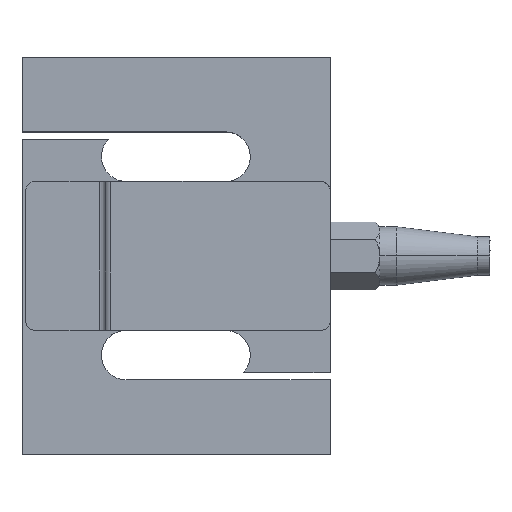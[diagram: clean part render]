
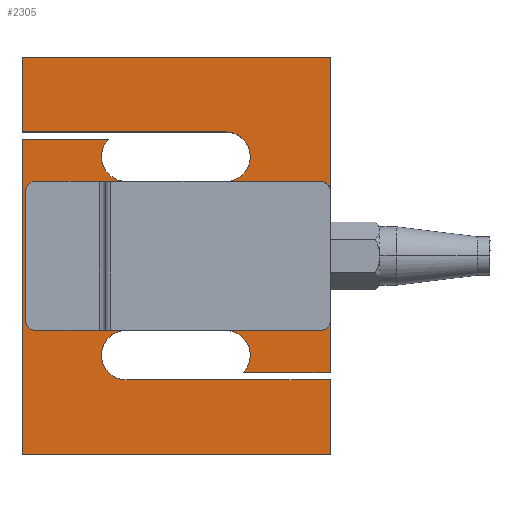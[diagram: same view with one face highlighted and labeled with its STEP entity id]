
A CAD part, top view. The second image highlights one B-rep face of the part: STEP entity #2305.
In plain terms, the highlighted free-form (B-spline) face has degree [1, 1] with [2, 2] control points.
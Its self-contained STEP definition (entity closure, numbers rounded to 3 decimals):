
#1730 = VERTEX_POINT('',#1731);
#1731 = CARTESIAN_POINT('',(28.716,110.063,
    9.369));
#1747 = VERTEX_POINT('',#1748);
#1748 = CARTESIAN_POINT('',(23.511,104.857,
    9.369));
#1753 = EDGE_CURVE('',#1747,#1730,#1754,.T.);
#1754 = ( BOUNDED_CURVE() B_SPLINE_CURVE(2,(#1755,#1756,#1757),
.UNSPECIFIED.,.F.,.F.) B_SPLINE_CURVE_WITH_KNOTS((3,3),(0.,
1.571),.PIECEWISE_BEZIER_KNOTS.) CURVE() 
GEOMETRIC_REPRESENTATION_ITEM() RATIONAL_B_SPLINE_CURVE((1.,
0.707,1.)) REPRESENTATION_ITEM('') );
#1755 = CARTESIAN_POINT('',(23.511,104.857,
    9.369));
#1756 = CARTESIAN_POINT('',(23.511,110.063,
    9.369));
#1757 = CARTESIAN_POINT('',(28.716,110.063,
    9.369));
#1770 = VERTEX_POINT('',#1771);
#1771 = CARTESIAN_POINT('',(24.999,150.142,
    9.369));
#1787 = VERTEX_POINT('',#1788);
#1788 = CARTESIAN_POINT('',(23.511,146.498,
    9.369));
#1793 = EDGE_CURVE('',#1787,#1770,#1794,.T.);
#1794 = ( BOUNDED_CURVE() B_SPLINE_CURVE(2,(#1795,#1796,#1797),
.UNSPECIFIED.,.F.,.F.) B_SPLINE_CURVE_WITH_KNOTS((3,3),(0.,
0.775),.PIECEWISE_BEZIER_KNOTS.) CURVE() 
GEOMETRIC_REPRESENTATION_ITEM() RATIONAL_B_SPLINE_CURVE((1.,
0.926,1.)) REPRESENTATION_ITEM('') );
#1795 = CARTESIAN_POINT('',(23.511,146.498,
    9.369));
#1796 = CARTESIAN_POINT('',(23.511,148.624,
    9.369));
#1797 = CARTESIAN_POINT('',(24.999,150.142,
    9.369));
#1819 = VERTEX_POINT('',#1820);
#1820 = CARTESIAN_POINT('',(6.854,151.703,
    9.369));
#1825 = EDGE_CURVE('',#1826,#1819,#1828,.T.);
#1826 = VERTEX_POINT('',#1827);
#1827 = CARTESIAN_POINT('',(6.854,167.319,
    9.369));
#1828 = B_SPLINE_CURVE_WITH_KNOTS('',1,(#1829,#1830),.UNSPECIFIED.,.F.,
  .F.,(2,2),(-15.,-0.),.PIECEWISE_BEZIER_KNOTS.);
#1829 = CARTESIAN_POINT('',(6.854,167.319,
    9.369));
#1830 = CARTESIAN_POINT('',(6.854,151.703,
    9.369));
#1864 = VERTEX_POINT('',#1865);
#1865 = CARTESIAN_POINT('',(49.536,151.703,
    9.369));
#1870 = EDGE_CURVE('',#1819,#1864,#1871,.T.);
#1871 = B_SPLINE_CURVE_WITH_KNOTS('',1,(#1872,#1873),.UNSPECIFIED.,.F.,
  .F.,(2,2),(0.,41.),.PIECEWISE_BEZIER_KNOTS.);
#1872 = CARTESIAN_POINT('',(6.854,151.703,
    9.369));
#1873 = CARTESIAN_POINT('',(49.536,151.703,
    9.369));
#1885 = EDGE_CURVE('',#1864,#1886,#1888,.T.);
#1886 = VERTEX_POINT('',#1887);
#1887 = CARTESIAN_POINT('',(49.536,141.293,
    9.369));
#1888 = ( BOUNDED_CURVE() B_SPLINE_CURVE(2,(#1889,#1890,#1891,#1892,
#1893),.UNSPECIFIED.,.F.,.F.) B_SPLINE_CURVE_WITH_KNOTS((3,2,3),(
    4.712,6.283,7.854),
.PIECEWISE_BEZIER_KNOTS.) CURVE() GEOMETRIC_REPRESENTATION_ITEM() 
RATIONAL_B_SPLINE_CURVE((1.,0.707,1.,0.707,1.)) 
REPRESENTATION_ITEM('') );
#1889 = CARTESIAN_POINT('',(49.536,151.703,
    9.369));
#1890 = CARTESIAN_POINT('',(54.741,151.703,
    9.369));
#1891 = CARTESIAN_POINT('',(54.741,146.498,
    9.369));
#1892 = CARTESIAN_POINT('',(54.741,141.293,
    9.369));
#1893 = CARTESIAN_POINT('',(49.536,141.293,
    9.369));
#1932 = VERTEX_POINT('',#1933);
#1933 = CARTESIAN_POINT('',(28.716,141.293,
    9.369));
#1938 = EDGE_CURVE('',#1886,#1932,#1939,.T.);
#1939 = B_SPLINE_CURVE_WITH_KNOTS('',1,(#1940,#1941),.UNSPECIFIED.,.F.,
  .F.,(2,2),(-20.,-0.),.PIECEWISE_BEZIER_KNOTS.);
#1940 = CARTESIAN_POINT('',(49.536,141.293,
    9.369));
#1941 = CARTESIAN_POINT('',(28.716,141.293,
    9.369));
#1959 = EDGE_CURVE('',#1932,#1787,#1960,.T.);
#1960 = ( BOUNDED_CURVE() B_SPLINE_CURVE(2,(#1961,#1962,#1963),
.UNSPECIFIED.,.F.,.F.) B_SPLINE_CURVE_WITH_KNOTS((3,3),(4.712,
6.283),.PIECEWISE_BEZIER_KNOTS.) CURVE() 
GEOMETRIC_REPRESENTATION_ITEM() RATIONAL_B_SPLINE_CURVE((1.,
0.707,1.)) REPRESENTATION_ITEM('') );
#1961 = CARTESIAN_POINT('',(28.716,141.293,
    9.369));
#1962 = CARTESIAN_POINT('',(23.511,141.293,
    9.369));
#1963 = CARTESIAN_POINT('',(23.511,146.498,
    9.369));
#1984 = VERTEX_POINT('',#1985);
#1985 = CARTESIAN_POINT('',(6.854,150.142,
    9.369));
#1990 = EDGE_CURVE('',#1770,#1984,#1991,.T.);
#1991 = B_SPLINE_CURVE_WITH_KNOTS('',1,(#1992,#1993),.UNSPECIFIED.,.F.,
  .F.,(2,2),(-17.429,-0.),.PIECEWISE_BEZIER_KNOTS.);
#1992 = CARTESIAN_POINT('',(24.999,150.142,
    9.369));
#1993 = CARTESIAN_POINT('',(6.854,150.142,
    9.369));
#2012 = VERTEX_POINT('',#2013);
#2013 = CARTESIAN_POINT('',(6.854,84.037,
    9.369));
#2018 = EDGE_CURVE('',#1984,#2012,#2019,.T.);
#2019 = B_SPLINE_CURVE_WITH_KNOTS('',1,(#2020,#2021),.UNSPECIFIED.,.F.,
  .F.,(2,2),(-63.5,0.),.PIECEWISE_BEZIER_KNOTS.);
#2020 = CARTESIAN_POINT('',(6.854,150.142,
    9.369));
#2021 = CARTESIAN_POINT('',(6.854,84.037,
    9.369));
#2051 = VERTEX_POINT('',#2052);
#2052 = CARTESIAN_POINT('',(71.502,84.037,
    9.369));
#2057 = EDGE_CURVE('',#2012,#2051,#2058,.T.);
#2058 = B_SPLINE_CURVE_WITH_KNOTS('',1,(#2059,#2060),.UNSPECIFIED.,.F.,
  .F.,(2,2),(-62.1,0.),.PIECEWISE_BEZIER_KNOTS.);
#2059 = CARTESIAN_POINT('',(6.854,84.037,
    9.369));
#2060 = CARTESIAN_POINT('',(71.502,84.037,
    9.369));
#2079 = VERTEX_POINT('',#2080);
#2080 = CARTESIAN_POINT('',(71.502,99.652,
    9.369));
#2085 = EDGE_CURVE('',#2051,#2079,#2086,.T.);
#2086 = B_SPLINE_CURVE_WITH_KNOTS('',1,(#2087,#2088),.UNSPECIFIED.,.F.,
  .F.,(2,2),(-15.,0.),.PIECEWISE_BEZIER_KNOTS.);
#2087 = CARTESIAN_POINT('',(71.502,84.037,
    9.369));
#2088 = CARTESIAN_POINT('',(71.502,99.652,
    9.369));
#2118 = VERTEX_POINT('',#2119);
#2119 = CARTESIAN_POINT('',(28.716,99.652,
    9.369));
#2124 = EDGE_CURVE('',#2079,#2118,#2125,.T.);
#2125 = B_SPLINE_CURVE_WITH_KNOTS('',1,(#2126,#2127),.UNSPECIFIED.,.F.,
  .F.,(2,2),(-21.1,20.),.PIECEWISE_BEZIER_KNOTS.);
#2126 = CARTESIAN_POINT('',(71.502,99.652,
    9.369));
#2127 = CARTESIAN_POINT('',(28.716,99.652,
    9.369));
#2145 = EDGE_CURVE('',#2118,#1747,#2146,.T.);
#2146 = ( BOUNDED_CURVE() B_SPLINE_CURVE(2,(#2147,#2148,#2149),
.UNSPECIFIED.,.F.,.F.) B_SPLINE_CURVE_WITH_KNOTS((3,3),(4.712,
6.283),.PIECEWISE_BEZIER_KNOTS.) CURVE() 
GEOMETRIC_REPRESENTATION_ITEM() RATIONAL_B_SPLINE_CURVE((1.,
0.707,1.)) REPRESENTATION_ITEM('') );
#2147 = CARTESIAN_POINT('',(28.716,99.652,
    9.369));
#2148 = CARTESIAN_POINT('',(23.511,99.652,
    9.369));
#2149 = CARTESIAN_POINT('',(23.511,104.857,
    9.369));
#2170 = VERTEX_POINT('',#2171);
#2171 = CARTESIAN_POINT('',(49.536,110.063,
    9.369));
#2176 = EDGE_CURVE('',#1730,#2170,#2177,.T.);
#2177 = B_SPLINE_CURVE_WITH_KNOTS('',1,(#2178,#2179),.UNSPECIFIED.,.F.,
  .F.,(2,2),(0.,20.),.PIECEWISE_BEZIER_KNOTS.);
#2178 = CARTESIAN_POINT('',(28.716,110.063,
    9.369));
#2179 = CARTESIAN_POINT('',(49.536,110.063,
    9.369));
#2191 = EDGE_CURVE('',#2170,#2192,#2194,.T.);
#2192 = VERTEX_POINT('',#2193);
#2193 = CARTESIAN_POINT('',(53.253,101.214,
    9.369));
#2194 = ( BOUNDED_CURVE() B_SPLINE_CURVE(2,(#2195,#2196,#2197),
.UNSPECIFIED.,.F.,.F.) B_SPLINE_CURVE_WITH_KNOTS((3,3),(4.712,
7.059),.PIECEWISE_BEZIER_KNOTS.) CURVE() 
GEOMETRIC_REPRESENTATION_ITEM() RATIONAL_B_SPLINE_CURVE((1.,
0.387,1.)) REPRESENTATION_ITEM('') );
#2195 = CARTESIAN_POINT('',(49.536,110.063,
    9.369));
#2196 = CARTESIAN_POINT('',(61.927,110.063,
    9.369));
#2197 = CARTESIAN_POINT('',(53.253,101.214,
    9.369));
#2230 = VERTEX_POINT('',#2231);
#2231 = CARTESIAN_POINT('',(71.502,101.214,
    9.369));
#2236 = EDGE_CURVE('',#2192,#2230,#2237,.T.);
#2237 = B_SPLINE_CURVE_WITH_KNOTS('',1,(#2238,#2239),.UNSPECIFIED.,.F.,
  .F.,(2,2),(0.,17.529),.PIECEWISE_BEZIER_KNOTS.);
#2238 = CARTESIAN_POINT('',(53.253,101.214,
    9.369));
#2239 = CARTESIAN_POINT('',(71.502,101.214,
    9.369));
#2258 = VERTEX_POINT('',#2259);
#2259 = CARTESIAN_POINT('',(71.502,167.319,
    9.369));
#2264 = EDGE_CURVE('',#2230,#2258,#2265,.T.);
#2265 = B_SPLINE_CURVE_WITH_KNOTS('',1,(#2266,#2267),.UNSPECIFIED.,.F.,
  .F.,(2,2),(-63.5,0.),.PIECEWISE_BEZIER_KNOTS.);
#2266 = CARTESIAN_POINT('',(71.502,101.214,
    9.369));
#2267 = CARTESIAN_POINT('',(71.502,167.319,
    9.369));
#2295 = EDGE_CURVE('',#2258,#1826,#2296,.T.);
#2296 = B_SPLINE_CURVE_WITH_KNOTS('',1,(#2297,#2298),.UNSPECIFIED.,.F.,
  .F.,(2,2),(-62.1,-0.),.PIECEWISE_BEZIER_KNOTS.);
#2297 = CARTESIAN_POINT('',(71.502,167.319,
    9.369));
#2298 = CARTESIAN_POINT('',(6.854,167.319,
    9.369));
#2305 = ADVANCED_FACE('',(#2306),#2326,.T.);
#2306 = FACE_BOUND('',#2307,.T.);
#2307 = EDGE_LOOP('',(#2308,#2309,#2310,#2311,#2312,#2313,#2314,#2315,
    #2316,#2317,#2318,#2319,#2320,#2321,#2322,#2323,#2324,#2325));
#2308 = ORIENTED_EDGE('',*,*,#1825,.T.);
#2309 = ORIENTED_EDGE('',*,*,#1870,.T.);
#2310 = ORIENTED_EDGE('',*,*,#1885,.T.);
#2311 = ORIENTED_EDGE('',*,*,#1938,.T.);
#2312 = ORIENTED_EDGE('',*,*,#1959,.T.);
#2313 = ORIENTED_EDGE('',*,*,#1793,.T.);
#2314 = ORIENTED_EDGE('',*,*,#1990,.T.);
#2315 = ORIENTED_EDGE('',*,*,#2018,.T.);
#2316 = ORIENTED_EDGE('',*,*,#2057,.T.);
#2317 = ORIENTED_EDGE('',*,*,#2085,.T.);
#2318 = ORIENTED_EDGE('',*,*,#2124,.T.);
#2319 = ORIENTED_EDGE('',*,*,#2145,.T.);
#2320 = ORIENTED_EDGE('',*,*,#1753,.T.);
#2321 = ORIENTED_EDGE('',*,*,#2176,.T.);
#2322 = ORIENTED_EDGE('',*,*,#2191,.T.);
#2323 = ORIENTED_EDGE('',*,*,#2236,.T.);
#2324 = ORIENTED_EDGE('',*,*,#2264,.T.);
#2325 = ORIENTED_EDGE('',*,*,#2295,.T.);
#2326 = B_SPLINE_SURFACE_WITH_KNOTS('',1,1,(
    (#2327,#2328)
    ,(#2329,#2330
    )),.UNSPECIFIED.,.F.,.F.,.F.,(2,2),(2,2),(-41.,21.1),(-20.,60.),
  .PIECEWISE_BEZIER_KNOTS.);
#2327 = CARTESIAN_POINT('',(6.854,84.037,
    9.369));
#2328 = CARTESIAN_POINT('',(6.854,167.319,
    9.369));
#2329 = CARTESIAN_POINT('',(71.502,84.037,
    9.369));
#2330 = CARTESIAN_POINT('',(71.502,167.319,
    9.369));
